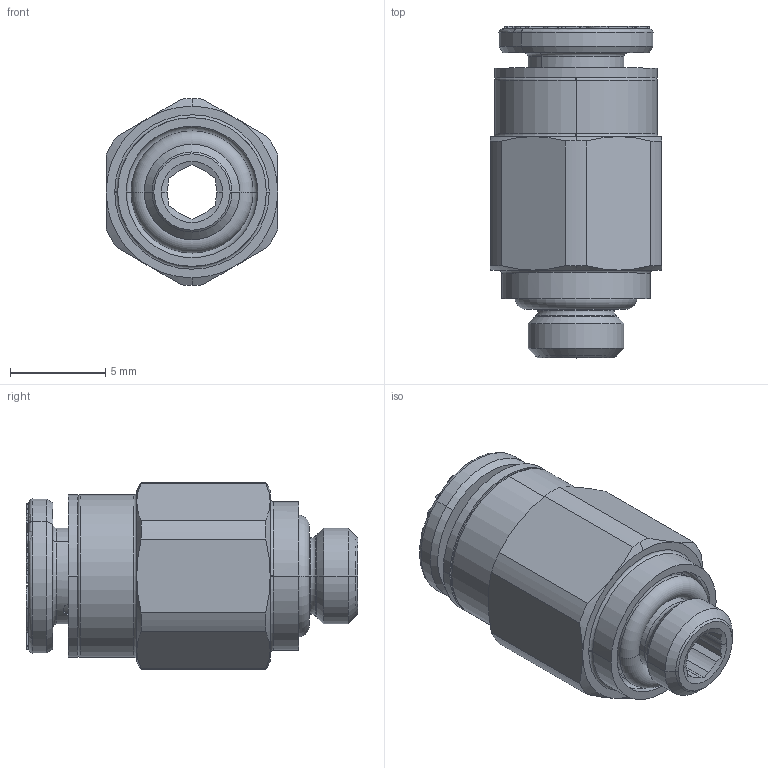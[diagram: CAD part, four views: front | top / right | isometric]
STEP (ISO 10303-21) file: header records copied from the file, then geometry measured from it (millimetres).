
FILE_DESCRIPTION(('STEP AP214'),'1');
FILE_NAME('6801_04_19.stp','2016-07-07T14:38:28',('TraceParts'),('TraceParts S.A.'),'Spatial InterOp 3D',' ',' ');
FILE_SCHEMA(('automotive_design'));
Length unit declared in the file: millimetre
Products named in the file (9): V801-04-19_ASM|Next assembly relationship#44104-62_ASM|Next assembly relationship#44104-35;44104-35; V801-04-19_ASM|Next assembly relationship#44104-62_ASM|Next assembly relationship#44104-37;44104-37; V801-04-19_ASM|Next assembly relationship#44104-62_ASM|Next assembly relationship#44104;44104; V801-04-19_ASM|Next assembly relationship#44104-62_ASM|Next assembly relationship#44124-20;44124-20; V801-04-19_ASM|Next assembly relationship#46604-10-69_AF0;46604-10-69_AF0; V801-04-19_ASM|Next assembly relationship#44104-11-10_ASS;44104-11-10_ASS; V801-04-19_ASM|Next assembly relationship#23824-24_ASM_D4_D1-2;23824-24_ASM_D4_D1-2
Bounding box: 9 x 17.4 x 9.8 mm (x, y, z)
Volume: 646.6 mm3; surface area: 1595.9 mm2
Topology: 7 solids, 9 shells, 737 faces, 1876 edges, 1171 vertices
Faces by surface type: plane 226, cylinder 128, torus 122, extrusion 99, cone 94, bspline 66, sphere 2
Entity records: 25113 total; most frequent: CARTESIAN_POINT 7839, ORIENTED_EDGE 3740, DIRECTION 3281, EDGE_CURVE 1874, AXIS2_PLACEMENT_3D 1195, VERTEX_POINT 1171, VECTOR 891, LINE 792
